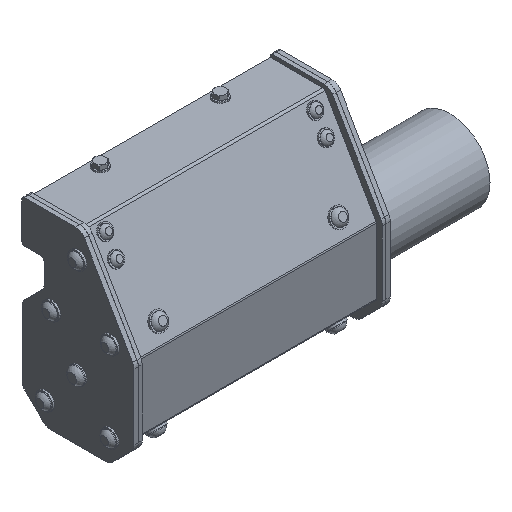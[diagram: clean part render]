
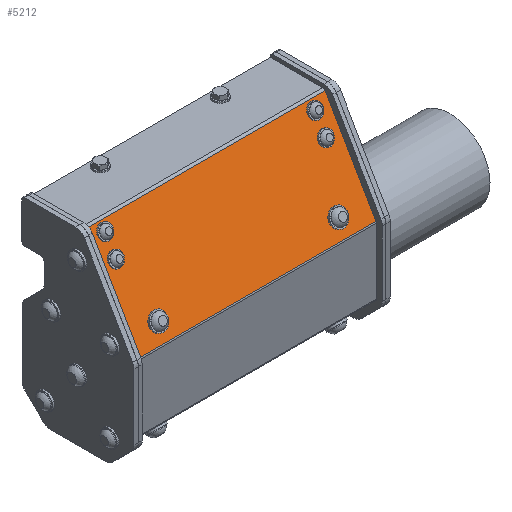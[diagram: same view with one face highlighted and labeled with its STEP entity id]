
A CAD part, isometric view. The second image highlights one B-rep face of the part: STEP entity #5212.
In plain terms, the highlighted planar face has unit normal (0, -0.866, 0.5).
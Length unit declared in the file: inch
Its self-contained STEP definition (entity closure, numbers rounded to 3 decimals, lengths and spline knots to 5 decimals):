
#109=LINE('',#12835,#410);
#110=LINE('',#12840,#411);
#111=LINE('',#12841,#412);
#112=LINE('',#12842,#413);
#410=VECTOR('',#6486,0.3937);
#411=VECTOR('',#6491,0.3937);
#412=VECTOR('',#6492,0.3937);
#413=VECTOR('',#6493,0.3937);
#712=FACE_BOUND('',#2056,.T.);
#713=FACE_BOUND('',#2057,.T.);
#714=FACE_BOUND('',#2058,.T.);
#715=FACE_BOUND('',#2059,.T.);
#716=FACE_BOUND('',#2060,.T.);
#717=FACE_BOUND('',#2061,.T.);
#859=PLANE('',#5635);
#1246=CIRCLE('',#5636,0.21654);
#1247=CIRCLE('',#5637,0.21654);
#1248=CIRCLE('',#5638,0.17717);
#1249=CIRCLE('',#5639,0.17717);
#1250=CIRCLE('',#5640,0.17717);
#1251=CIRCLE('',#5641,0.17717);
#1678=FACE_OUTER_BOUND('',#2055,.T.);
#2055=EDGE_LOOP('',(#4014,#4015,#4016,#4017));
#2056=EDGE_LOOP('',(#4018));
#2057=EDGE_LOOP('',(#4019));
#2058=EDGE_LOOP('',(#4020));
#2059=EDGE_LOOP('',(#4021));
#2060=EDGE_LOOP('',(#4022));
#2061=EDGE_LOOP('',(#4023));
#2659=VERTEX_POINT('',#12832);
#2660=VERTEX_POINT('',#12834);
#2661=VERTEX_POINT('',#12838);
#2662=VERTEX_POINT('',#12839);
#2663=VERTEX_POINT('',#12843);
#2664=VERTEX_POINT('',#12845);
#2665=VERTEX_POINT('',#12847);
#2666=VERTEX_POINT('',#12849);
#2667=VERTEX_POINT('',#12851);
#2668=VERTEX_POINT('',#12853);
#3204=EDGE_CURVE('',#2659,#2660,#109,.T.);
#3206=EDGE_CURVE('',#2661,#2662,#110,.T.);
#3207=EDGE_CURVE('',#2661,#2660,#111,.T.);
#3208=EDGE_CURVE('',#2662,#2659,#112,.T.);
#3209=EDGE_CURVE('',#2663,#2663,#1246,.T.);
#3210=EDGE_CURVE('',#2664,#2664,#1247,.T.);
#3211=EDGE_CURVE('',#2665,#2665,#1248,.T.);
#3212=EDGE_CURVE('',#2666,#2666,#1249,.T.);
#3213=EDGE_CURVE('',#2667,#2667,#1250,.T.);
#3214=EDGE_CURVE('',#2668,#2668,#1251,.T.);
#4014=ORIENTED_EDGE('',*,*,#3206,.F.);
#4015=ORIENTED_EDGE('',*,*,#3207,.T.);
#4016=ORIENTED_EDGE('',*,*,#3204,.F.);
#4017=ORIENTED_EDGE('',*,*,#3208,.F.);
#4018=ORIENTED_EDGE('',*,*,#3209,.T.);
#4019=ORIENTED_EDGE('',*,*,#3210,.T.);
#4020=ORIENTED_EDGE('',*,*,#3211,.T.);
#4021=ORIENTED_EDGE('',*,*,#3212,.T.);
#4022=ORIENTED_EDGE('',*,*,#3213,.T.);
#4023=ORIENTED_EDGE('',*,*,#3214,.T.);
#5212=ADVANCED_FACE('',(#1678,#712,#713,#714,#715,#716,#717),#859,.T.);
#5635=AXIS2_PLACEMENT_3D('',#12837,#6489,#6490);
#5636=AXIS2_PLACEMENT_3D('',#12844,#6494,#6495);
#5637=AXIS2_PLACEMENT_3D('',#12846,#6496,#6497);
#5638=AXIS2_PLACEMENT_3D('',#12848,#6498,#6499);
#5639=AXIS2_PLACEMENT_3D('',#12850,#6500,#6501);
#5640=AXIS2_PLACEMENT_3D('',#12852,#6502,#6503);
#5641=AXIS2_PLACEMENT_3D('',#12854,#6504,#6505);
#6486=DIRECTION('',(1.,0.,0.));
#6489=DIRECTION('center_axis',(0.,-0.866,
0.5));
#6490=DIRECTION('ref_axis',(0.,0.5,0.866));
#6491=DIRECTION('',(-1.,0.,0.));
#6492=DIRECTION('',(0.,0.5,0.866));
#6493=DIRECTION('',(0.,0.5,0.866));
#6494=DIRECTION('center_axis',(0.,0.866,
-0.5));
#6495=DIRECTION('ref_axis',(-0.866,0.25,0.433));
#6496=DIRECTION('center_axis',(0.,0.866,
-0.5));
#6497=DIRECTION('ref_axis',(-0.866,0.25,0.433));
#6498=DIRECTION('center_axis',(0.,0.866,
-0.5));
#6499=DIRECTION('ref_axis',(1.,0.,0.));
#6500=DIRECTION('center_axis',(0.,0.866,
-0.5));
#6501=DIRECTION('ref_axis',(1.,0.,0.));
#6502=DIRECTION('center_axis',(0.,0.866,
-0.5));
#6503=DIRECTION('ref_axis',(1.,0.,0.));
#6504=DIRECTION('center_axis',(0.,0.866,
-0.5));
#6505=DIRECTION('ref_axis',(0.282,0.48,0.831));
#12832=CARTESIAN_POINT('',(-13.26288,0.0284,3.03545));
#12834=CARTESIAN_POINT('',(-7.26288,0.0284,3.03545));
#12835=CARTESIAN_POINT('',(-7.26288,0.0284,3.03545));
#12837=CARTESIAN_POINT('Origin',(-7.26288,-1.2519,0.81791));
#12838=CARTESIAN_POINT('',(-7.26288,-1.24386,0.83184));
#12839=CARTESIAN_POINT('',(-13.26288,-1.24386,0.83184));
#12840=CARTESIAN_POINT('',(-7.26288,-1.24386,0.83184));
#12841=CARTESIAN_POINT('',(-7.26288,-1.2519,0.81791));
#12842=CARTESIAN_POINT('',(-13.26288,-1.2519,0.81791));
#12843=CARTESIAN_POINT('',(-8.20041,-0.98112,1.28692));
#12844=CARTESIAN_POINT('Origin',(-8.01288,-1.03525,1.19316));
#12845=CARTESIAN_POINT('',(-12.70041,-0.98112,1.28692));
#12846=CARTESIAN_POINT('Origin',(-12.51288,-1.03525,1.19316));
#12847=CARTESIAN_POINT('',(-7.46072,-0.08281,2.84284));
#12848=CARTESIAN_POINT('Origin',(-7.63788,-0.08281,
2.84284));
#12849=CARTESIAN_POINT('',(-7.46072,-0.34881,2.38211));
#12850=CARTESIAN_POINT('Origin',(-7.63788,-0.34881,2.38211));
#12851=CARTESIAN_POINT('',(-12.71072,-0.08281,2.84284));
#12852=CARTESIAN_POINT('Origin',(-12.88788,-0.08281,
2.84284));
#12853=CARTESIAN_POINT('',(-12.83801,-0.26381,2.52934));
#12854=CARTESIAN_POINT('Origin',(-12.88788,-0.34881,2.38211));
